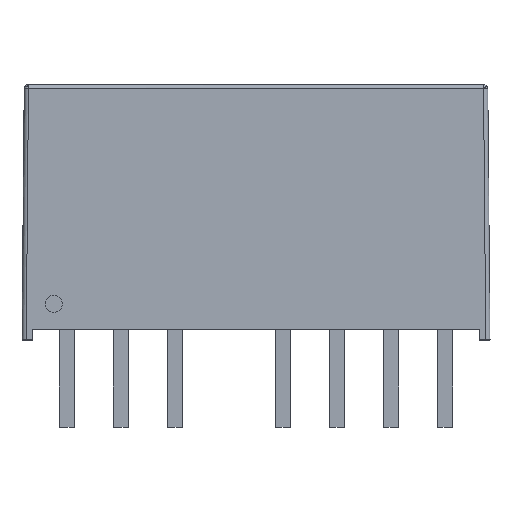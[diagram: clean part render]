
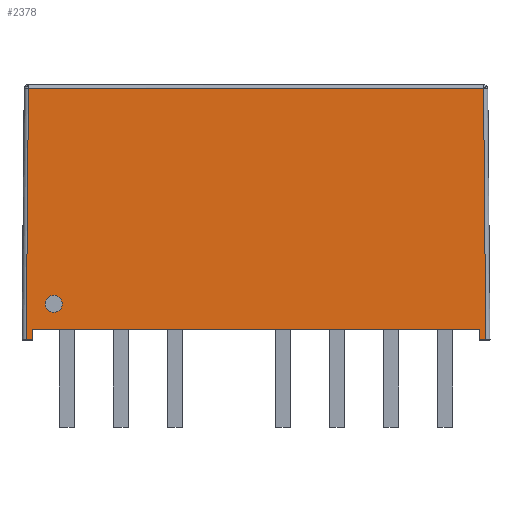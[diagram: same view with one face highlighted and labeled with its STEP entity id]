
A CAD part, top view. The second image highlights one B-rep face of the part: STEP entity #2378.
In plain terms, the highlighted planar face has unit normal (0, 0.009, 1).
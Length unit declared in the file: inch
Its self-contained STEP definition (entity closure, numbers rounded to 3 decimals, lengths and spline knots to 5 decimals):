
#8 = VECTOR ( 'NONE', #1308, 39.37008 ) ;
#31 = CARTESIAN_POINT ( 'NONE',  ( 0.4252, -0.47244, 0.18701 ) ) ;
#97 = AXIS2_PLACEMENT_3D ( 'NONE', #1140, #447, #1079 ) ;
#112 = ORIENTED_EDGE ( 'NONE', *, *, #1939, .T. ) ;
#113 = PLANE ( 'NONE',  #97 ) ;
#152 = CARTESIAN_POINT ( 'NONE',  ( -0.4252, -0.47244, 0.18701 ) ) ;
#194 = VERTEX_POINT ( 'NONE', #1602 ) ;
#248 = LINE ( 'NONE', #799, #1635 ) ;
#328 = VERTEX_POINT ( 'NONE', #2332 ) ;
#396 = VERTEX_POINT ( 'NONE', #1514 ) ;
#411 = ORIENTED_EDGE ( 'NONE', *, *, #2461, .F. ) ;
#447 = DIRECTION ( 'NONE',  ( 0., 0.009, 1. ) ) ;
#477 = VERTEX_POINT ( 'NONE', #2242 ) ;
#499 = DIRECTION ( 'NONE',  ( 0., 0.009, 1. ) ) ;
#509 = AXIS2_PLACEMENT_3D ( 'NONE', #1988, #2203, #791 ) ;
#510 = VECTOR ( 'NONE', #737, 39.37008 ) ;
#524 = EDGE_CURVE ( 'NONE', #1823, #477, #714, .T. ) ;
#549 = DIRECTION ( 'NONE',  ( 0.009, -1., 0.009 ) ) ;
#569 = LINE ( 'NONE', #1394, #1251 ) ;
#592 = EDGE_CURVE ( 'NONE', #396, #328, #1605, .T. ) ;
#642 = CIRCLE ( 'NONE', #860, 0.01575 ) ;
#693 = ORIENTED_EDGE ( 'NONE', *, *, #1897, .F. ) ;
#702 = ORIENTED_EDGE ( 'NONE', *, *, #1601, .F. ) ;
#707 = CARTESIAN_POINT ( 'NONE',  ( -0.35866, -0.40587, 0.18643 ) ) ;
#714 = LINE ( 'NONE', #2326, #8 ) ;
#717 = FACE_BOUND ( 'NONE', #1393, .T. ) ;
#737 = DIRECTION ( 'NONE',  ( 1., 0., 0. ) ) ;
#791 = DIRECTION ( 'NONE',  ( -1., 0., 0. ) ) ;
#799 = CARTESIAN_POINT ( 'NONE',  ( -0.41339, -0.47244, 0.18701 ) ) ;
#830 = CARTESIAN_POINT ( 'NONE',  ( 0.41339, -0.47244, 0.18701 ) ) ;
#860 = AXIS2_PLACEMENT_3D ( 'NONE', #1299, #499, #1128 ) ;
#953 = ORIENTED_EDGE ( 'NONE', *, *, #1228, .F. ) ;
#1079 = DIRECTION ( 'NONE',  ( 1., 0., 0. ) ) ;
#1102 = VERTEX_POINT ( 'NONE', #1362 ) ;
#1128 = DIRECTION ( 'NONE',  ( -1., 0., 0. ) ) ;
#1140 = CARTESIAN_POINT ( 'NONE',  ( -0.4851, -0.47244, 0.18701 ) ) ;
#1161 = ORIENTED_EDGE ( 'NONE', *, *, #592, .T. ) ;
#1179 = CARTESIAN_POINT ( 'NONE',  ( -0.42114, -0.00781, 0.18295 ) ) ;
#1212 = VECTOR ( 'NONE', #1446, 39.37008 ) ;
#1228 = EDGE_CURVE ( 'NONE', #2142, #477, #1438, .T. ) ;
#1239 = ORIENTED_EDGE ( 'NONE', *, *, #1924, .T. ) ;
#1244 = VECTOR ( 'NONE', #2172, 39.37008 ) ;
#1251 = VECTOR ( 'NONE', #2011, 39.37008 ) ;
#1299 = CARTESIAN_POINT ( 'NONE',  ( -0.37441, -0.40587, 0.18643 ) ) ;
#1308 = DIRECTION ( 'NONE',  ( 1., 0., 0. ) ) ;
#1314 = EDGE_CURVE ( 'NONE', #1480, #2421, #642, .T. ) ;
#1362 = CARTESIAN_POINT ( 'NONE',  ( 0.42114, -0.00781, 0.18295 ) ) ;
#1393 = EDGE_LOOP ( 'NONE', ( #2236, #411 ) ) ;
#1394 = CARTESIAN_POINT ( 'NONE',  ( -0.42114, -0.00781, 0.18295 ) ) ;
#1438 = LINE ( 'NONE', #830, #2440 ) ;
#1446 = DIRECTION ( 'NONE',  ( 1., 0., 0. ) ) ;
#1480 = VERTEX_POINT ( 'NONE', #707 ) ;
#1514 = CARTESIAN_POINT ( 'NONE',  ( -0.4252, -0.47244, 0.18701 ) ) ;
#1524 = FACE_OUTER_BOUND ( 'NONE', #1935, .T. ) ;
#1601 = EDGE_CURVE ( 'NONE', #194, #1102, #2204, .T. ) ;
#1602 = CARTESIAN_POINT ( 'NONE',  ( -0.42114, -0.00781, 0.18295 ) ) ;
#1605 = LINE ( 'NONE', #152, #1244 ) ;
#1635 = VECTOR ( 'NONE', #1670, 39.37008 ) ;
#1670 = DIRECTION ( 'NONE',  ( 0.005, 1., -0.009 ) ) ;
#1823 = VERTEX_POINT ( 'NONE', #2376 ) ;
#1827 = CARTESIAN_POINT ( 'NONE',  ( -0.39016, -0.40587, 0.18643 ) ) ;
#1843 = CARTESIAN_POINT ( 'NONE',  ( 0.41339, -0.47244, 0.18701 ) ) ;
#1897 = EDGE_CURVE ( 'NONE', #1102, #2512, #1984, .T. ) ;
#1923 = ORIENTED_EDGE ( 'NONE', *, *, #2476, .T. ) ;
#1924 = EDGE_CURVE ( 'NONE', #328, #1823, #248, .T. ) ;
#1935 = EDGE_LOOP ( 'NONE', ( #1923, #1161, #1239, #1999, #953, #112, #693, #702 ) ) ;
#1939 = EDGE_CURVE ( 'NONE', #2142, #2512, #2630, .T. ) ;
#1984 = LINE ( 'NONE', #2389, #2445 ) ;
#1988 = CARTESIAN_POINT ( 'NONE',  ( -0.37441, -0.40587, 0.18643 ) ) ;
#1999 = ORIENTED_EDGE ( 'NONE', *, *, #524, .T. ) ;
#2011 = DIRECTION ( 'NONE',  ( -0.009, -1., 0.009 ) ) ;
#2076 = CIRCLE ( 'NONE', #509, 0.01575 ) ;
#2142 = VERTEX_POINT ( 'NONE', #2181 ) ;
#2172 = DIRECTION ( 'NONE',  ( 1., 0., 0. ) ) ;
#2181 = CARTESIAN_POINT ( 'NONE',  ( 0.41339, -0.47244, 0.18701 ) ) ;
#2203 = DIRECTION ( 'NONE',  ( 0., 0.009, 1. ) ) ;
#2204 = LINE ( 'NONE', #1179, #510 ) ;
#2236 = ORIENTED_EDGE ( 'NONE', *, *, #1314, .F. ) ;
#2242 = CARTESIAN_POINT ( 'NONE',  ( 0.41328, -0.45276, 0.18684 ) ) ;
#2251 = DIRECTION ( 'NONE',  ( -0.005, 1., -0.009 ) ) ;
#2326 = CARTESIAN_POINT ( 'NONE',  ( -0.41328, -0.45276, 0.18684 ) ) ;
#2332 = CARTESIAN_POINT ( 'NONE',  ( -0.41339, -0.47244, 0.18701 ) ) ;
#2376 = CARTESIAN_POINT ( 'NONE',  ( -0.41328, -0.45276, 0.18684 ) ) ;
#2378 = ADVANCED_FACE ( 'NONE', ( #1524, #717 ), #113, .T. ) ;
#2389 = CARTESIAN_POINT ( 'NONE',  ( 0.42114, -0.00781, 0.18295 ) ) ;
#2421 = VERTEX_POINT ( 'NONE', #1827 ) ;
#2440 = VECTOR ( 'NONE', #2251, 39.37008 ) ;
#2445 = VECTOR ( 'NONE', #549, 39.37008 ) ;
#2461 = EDGE_CURVE ( 'NONE', #2421, #1480, #2076, .T. ) ;
#2476 = EDGE_CURVE ( 'NONE', #194, #396, #569, .T. ) ;
#2512 = VERTEX_POINT ( 'NONE', #31 ) ;
#2630 = LINE ( 'NONE', #1843, #1212 ) ;
